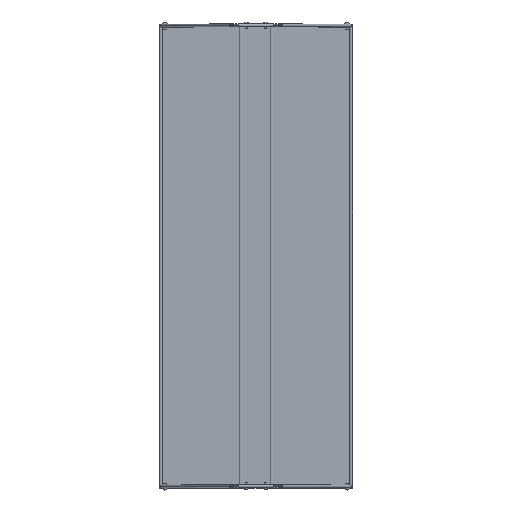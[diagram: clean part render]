
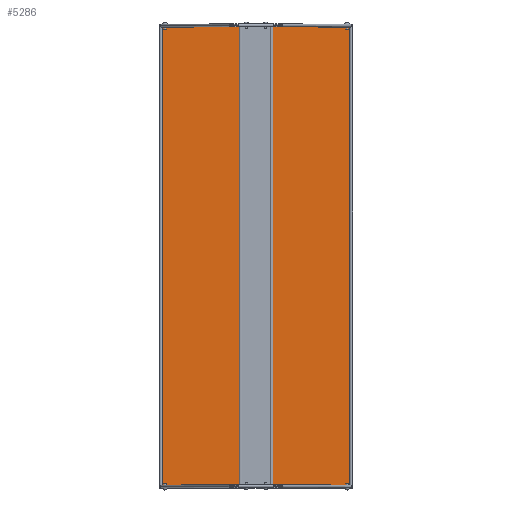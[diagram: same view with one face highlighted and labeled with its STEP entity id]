
A CAD part, top view. The second image highlights one B-rep face of the part: STEP entity #5286.
In plain terms, the highlighted planar face has unit normal (0, 0, 1).
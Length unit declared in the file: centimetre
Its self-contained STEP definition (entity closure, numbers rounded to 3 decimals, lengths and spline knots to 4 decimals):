
#340=PLANE('',#5798);
#640=FACE_OUTER_BOUND('',#998,.T.);
#998=EDGE_LOOP('',(#4863,#4864,#4865,#4866,#4867,#4868,#4869,#4870));
#1276=LINE('',#8156,#1801);
#1338=LINE('',#8332,#1863);
#1340=LINE('',#8340,#1865);
#1450=LINE('',#8647,#1975);
#1452=LINE('',#8652,#1977);
#1524=LINE('',#8849,#2049);
#1525=LINE('',#8852,#2050);
#1526=LINE('',#8853,#2051);
#1801=VECTOR('',#6616,1.);
#1863=VECTOR('',#6804,1.);
#1865=VECTOR('',#6814,1.);
#1975=VECTOR('',#7122,1.);
#1977=VECTOR('',#7128,1.);
#2049=VECTOR('',#7346,1.);
#2050=VECTOR('',#7349,1.);
#2051=VECTOR('',#7350,1.);
#2488=VERTEX_POINT('',#8149);
#2490=VERTEX_POINT('',#8155);
#2541=VERTEX_POINT('',#8330);
#2543=VERTEX_POINT('',#8336);
#2641=VERTEX_POINT('',#8645);
#2642=VERTEX_POINT('',#8651);
#2694=VERTEX_POINT('',#8847);
#2695=VERTEX_POINT('',#8851);
#3074=EDGE_CURVE('',#2490,#2488,#1276,.T.);
#3163=EDGE_CURVE('',#2541,#2490,#1338,.T.);
#3167=EDGE_CURVE('',#2541,#2543,#1340,.T.);
#3320=EDGE_CURVE('',#2641,#2488,#1450,.T.);
#3322=EDGE_CURVE('',#2642,#2641,#1452,.T.);
#3422=EDGE_CURVE('',#2543,#2694,#1524,.T.);
#3423=EDGE_CURVE('',#2695,#2694,#1525,.T.);
#3424=EDGE_CURVE('',#2695,#2642,#1526,.T.);
#4863=ORIENTED_EDGE('',*,*,#3423,.T.);
#4864=ORIENTED_EDGE('',*,*,#3422,.F.);
#4865=ORIENTED_EDGE('',*,*,#3167,.F.);
#4866=ORIENTED_EDGE('',*,*,#3163,.T.);
#4867=ORIENTED_EDGE('',*,*,#3074,.T.);
#4868=ORIENTED_EDGE('',*,*,#3320,.F.);
#4869=ORIENTED_EDGE('',*,*,#3322,.F.);
#4870=ORIENTED_EDGE('',*,*,#3424,.F.);
#5286=ADVANCED_FACE('',(#640),#340,.F.);
#5798=AXIS2_PLACEMENT_3D('',#8850,#7347,#7348);
#6616=DIRECTION('',(0.,-1.,0.));
#6804=DIRECTION('',(-1.,0.,0.));
#6814=DIRECTION('',(0.,-1.,0.));
#7122=DIRECTION('',(0.,1.,0.));
#7128=DIRECTION('',(0.,1.,0.));
#7346=DIRECTION('',(0.,-1.,0.));
#7347=DIRECTION('center_axis',(0.,0.,-1.));
#7348=DIRECTION('ref_axis',(1.,0.,0.));
#7349=DIRECTION('',(0.,1.,0.));
#7350=DIRECTION('',(-1.,0.,0.));
#8149=CARTESIAN_POINT('',(-12.5095,30.165,0.0914));
#8155=CARTESIAN_POINT('',(-12.5095,30.2895,0.0914));
#8156=CARTESIAN_POINT('',(-12.5095,0.,0.0914));
#8330=CARTESIAN_POINT('',(12.5095,30.2895,0.0914));
#8332=CARTESIAN_POINT('',(-3.175,30.2895,0.0914));
#8336=CARTESIAN_POINT('',(12.5095,30.165,0.0914));
#8340=CARTESIAN_POINT('',(12.5095,0.,0.0914));
#8645=CARTESIAN_POINT('',(-12.5095,-30.165,0.0914));
#8647=CARTESIAN_POINT('',(-12.5095,0.,0.0914));
#8651=CARTESIAN_POINT('',(-12.5095,-30.2895,0.0914));
#8652=CARTESIAN_POINT('',(-12.5095,0.,0.0914));
#8847=CARTESIAN_POINT('',(12.5095,-30.165,0.0914));
#8849=CARTESIAN_POINT('',(12.5095,0.,0.0914));
#8850=CARTESIAN_POINT('Origin',(0.,0.,0.0914));
#8851=CARTESIAN_POINT('',(12.5095,-30.2895,0.0914));
#8852=CARTESIAN_POINT('',(12.5095,0.,0.0914));
#8853=CARTESIAN_POINT('',(-3.175,-30.2895,0.0914));
